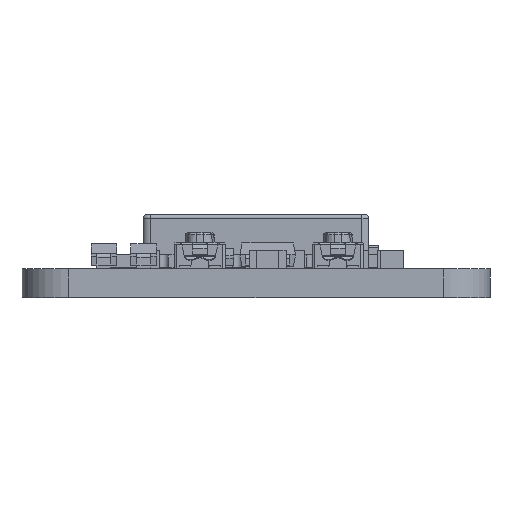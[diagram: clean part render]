
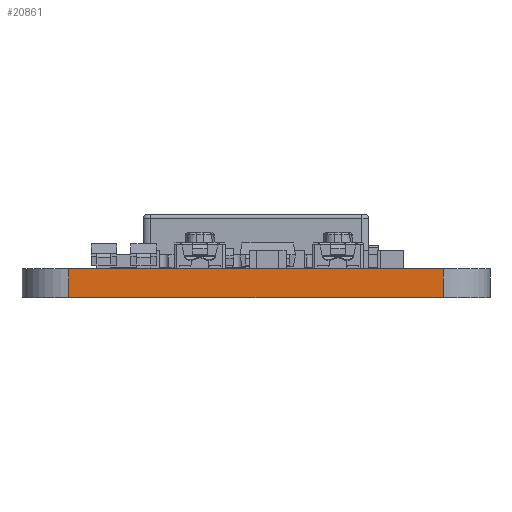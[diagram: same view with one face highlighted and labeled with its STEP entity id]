
A CAD part, front view. The second image highlights one B-rep face of the part: STEP entity #20861.
In plain terms, the highlighted planar face has unit normal (0, -1, 0).
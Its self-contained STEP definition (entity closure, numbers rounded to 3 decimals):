
#882=PLANE('',#22139);
#1618=FACE_OUTER_BOUND('',#2706,.T.);
#2706=EDGE_LOOP('',(#13963,#13964,#13965,#13966));
#3944=LINE('',#28724,#6212);
#3945=LINE('',#28727,#6213);
#3946=LINE('',#28729,#6214);
#3947=LINE('',#28730,#6215);
#6212=VECTOR('',#23720,10.);
#6213=VECTOR('',#23723,10.);
#6214=VECTOR('',#23724,10.);
#6215=VECTOR('',#23725,10.);
#8875=VERTEX_POINT('',#28720);
#8876=VERTEX_POINT('',#28722);
#8877=VERTEX_POINT('',#28726);
#8878=VERTEX_POINT('',#28728);
#10890=EDGE_CURVE('',#8875,#8876,#3944,.T.);
#10891=EDGE_CURVE('',#8877,#8875,#3945,.T.);
#10892=EDGE_CURVE('',#8878,#8876,#3946,.T.);
#10893=EDGE_CURVE('',#8877,#8878,#3947,.T.);
#13963=ORIENTED_EDGE('',*,*,#10891,.T.);
#13964=ORIENTED_EDGE('',*,*,#10890,.T.);
#13965=ORIENTED_EDGE('',*,*,#10892,.F.);
#13966=ORIENTED_EDGE('',*,*,#10893,.F.);
#20861=ADVANCED_FACE('',(#1618),#882,.T.);
#22139=AXIS2_PLACEMENT_3D('',#28725,#23721,#23722);
#23720=DIRECTION('',(0.,0.,1.));
#23721=DIRECTION('center_axis',(0.,-1.,0.));
#23722=DIRECTION('ref_axis',(1.,0.,0.));
#23723=DIRECTION('',(1.,0.,0.));
#23724=DIRECTION('',(1.,0.,0.));
#23725=DIRECTION('',(0.,0.,1.));
#28720=CARTESIAN_POINT('',(22.86,0.,0.));
#28722=CARTESIAN_POINT('',(22.86,0.,1.57));
#28724=CARTESIAN_POINT('',(22.86,0.,0.));
#28725=CARTESIAN_POINT('Origin',(2.54,0.,0.));
#28726=CARTESIAN_POINT('',(2.54,0.,0.));
#28727=CARTESIAN_POINT('',(2.54,0.,0.));
#28728=CARTESIAN_POINT('',(2.54,0.,1.57));
#28729=CARTESIAN_POINT('',(2.54,0.,1.57));
#28730=CARTESIAN_POINT('',(2.54,0.,0.));
